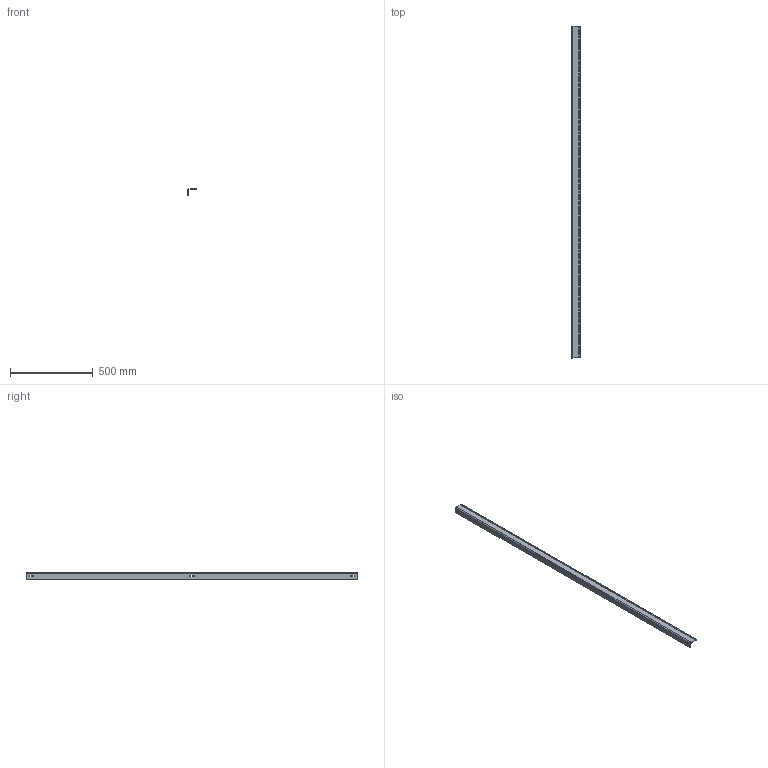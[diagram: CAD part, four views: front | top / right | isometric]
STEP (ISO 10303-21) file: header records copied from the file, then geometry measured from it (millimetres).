
FILE_DESCRIPTION (( 'STEP AP214' ), '1' );
FILE_NAME ('SCE-90RP24F5.STEP', '2021-01-28T18:10:12', ( '' ), ( '' ), 'SwSTEP 2.0', 'SolidWorks 2019', '' );
FILE_SCHEMA (( 'AUTOMOTIVE_DESIGN' ));
Length unit declared in the file: inch
Products named in the file (1): SCE-90RP24F5
Bounding box: 50.01 x 2000.25 x 38.1 mm (x, y, z)
Volume: 507452.1 mm3; surface area: 343055.6 mm2
Topology: 1 solids, 1 shells, 300 faces, 886 edges, 588 vertices
Faces by surface type: cylinder 282, plane 18
Entity records: 10942 total; most frequent: DIRECTION 2052, CARTESIAN_POINT 1775, ORIENTED_EDGE 1772, EDGE_CURVE 886, AXIS2_PLACEMENT_3D 865, VERTEX_POINT 588, EDGE_LOOP 576, CIRCLE 564
